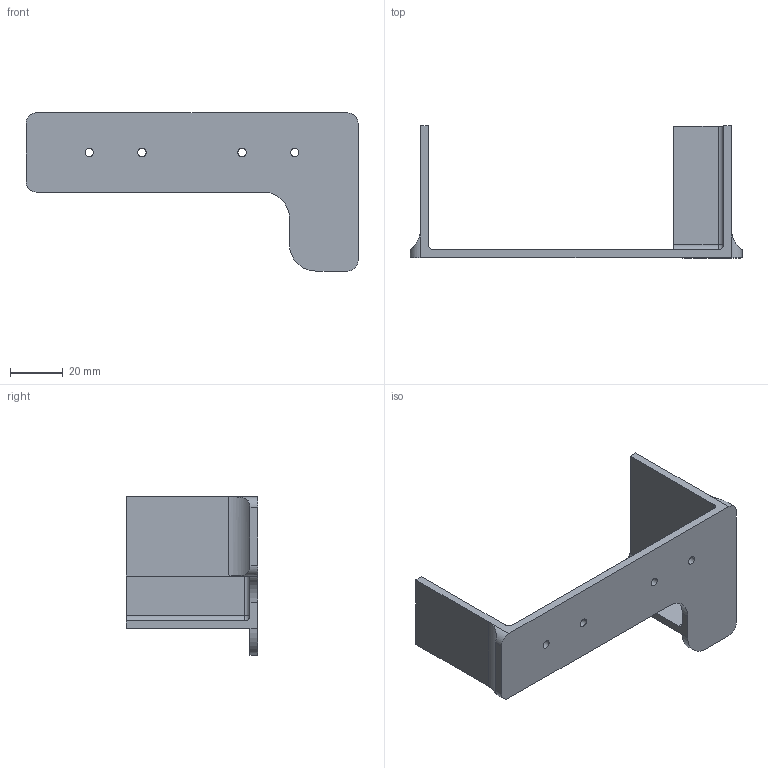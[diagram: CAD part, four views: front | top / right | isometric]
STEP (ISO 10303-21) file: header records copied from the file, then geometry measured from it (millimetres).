
FILE_DESCRIPTION (( 'STEP AP203' ), '1' );
FILE_NAME ('Waterproof_box mount (mirrored).STEP', '2024-10-17T04:41:15', ( '' ), ( '' ), 'SwSTEP 2.0', 'SolidWorks 2024', '' );
FILE_SCHEMA (( 'CONFIG_CONTROL_DESIGN' ));
Length unit declared in the file: millimetre
Products named in the file (1): Waterproof_box mount (mirrored)
Bounding box: 126 x 50 x 60 mm (x, y, z)
Volume: 28220 mm3; surface area: 19707 mm2
Topology: 1 solids, 1 shells, 40 faces, 106 edges, 67 vertices
Faces by surface type: cylinder 21, plane 17, torus 1, sphere 1
Entity records: 1409 total; most frequent: CARTESIAN_POINT 303, DIRECTION 220, ORIENTED_EDGE 210, EDGE_CURVE 105, AXIS2_PLACEMENT_3D 78, VERTEX_POINT 67, LINE 64, VECTOR 64
